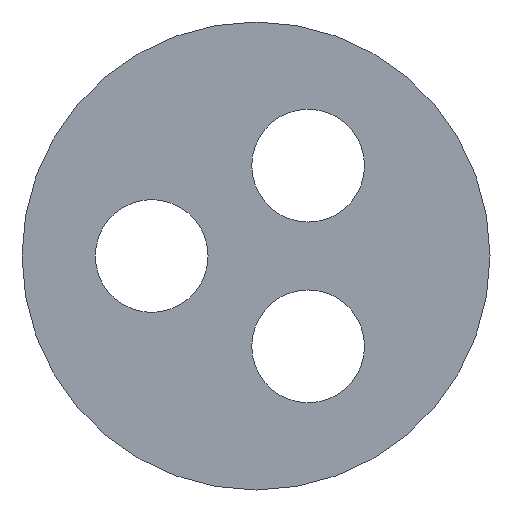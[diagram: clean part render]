
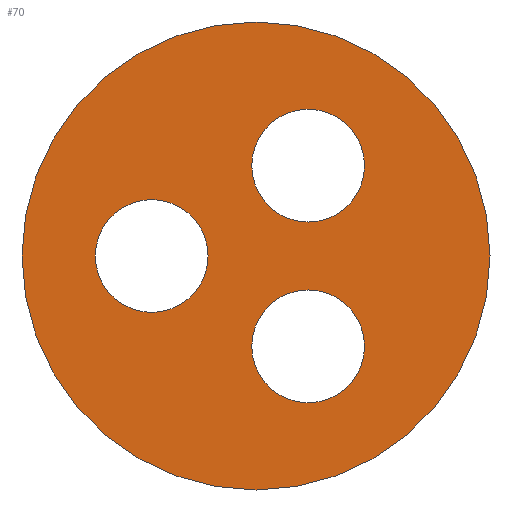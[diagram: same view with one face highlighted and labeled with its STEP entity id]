
A CAD part, left-side view. The second image highlights one B-rep face of the part: STEP entity #70.
In plain terms, the highlighted planar face has unit normal (-1, 0, 0).
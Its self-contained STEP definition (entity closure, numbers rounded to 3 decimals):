
#70 = ADVANCED_FACE( '', ( #163, #164, #165, #166 ), #167, .F. );
#163 = FACE_BOUND( '', #278, .T. );
#164 = FACE_BOUND( '', #279, .T. );
#165 = FACE_BOUND( '', #280, .T. );
#166 = FACE_OUTER_BOUND( '', #281, .T. );
#167 = PLANE( '', #282 );
#278 = EDGE_LOOP( '', ( #419 ) );
#279 = EDGE_LOOP( '', ( #420 ) );
#280 = EDGE_LOOP( '', ( #421 ) );
#281 = EDGE_LOOP( '', ( #422 ) );
#282 = AXIS2_PLACEMENT_3D( '', #423, #424, #425 );
#419 = ORIENTED_EDGE( '', *, *, #685, .T. );
#420 = ORIENTED_EDGE( '', *, *, #686, .T. );
#421 = ORIENTED_EDGE( '', *, *, #687, .T. );
#422 = ORIENTED_EDGE( '', *, *, #668, .F. );
#423 = CARTESIAN_POINT( '', ( 0., 0., 0. ) );
#424 = DIRECTION( '', ( 1., 0., 0. ) );
#425 = DIRECTION( '', ( 0., 0., -1. ) );
#668 = EDGE_CURVE( '', #796, #796, #797, .T. );
#685 = EDGE_CURVE( '', #826, #826, #827, .T. );
#686 = EDGE_CURVE( '', #828, #828, #829, .T. );
#687 = EDGE_CURVE( '', #830, #830, #831, .T. );
#796 = VERTEX_POINT( '', #972 );
#797 = CIRCLE( '', #973, 8.3 );
#826 = VERTEX_POINT( '', #1012 );
#827 = CIRCLE( '', #1013, 2. );
#828 = VERTEX_POINT( '', #1014 );
#829 = CIRCLE( '', #1015, 2. );
#830 = VERTEX_POINT( '', #1016 );
#831 = CIRCLE( '', #1017, 2. );
#972 = CARTESIAN_POINT( '', ( 0., 0., -8.3 ) );
#973 = AXIS2_PLACEMENT_3D( '', #1180, #1181, #1182 );
#1012 = CARTESIAN_POINT( '', ( 0., -1.85, 1.204 ) );
#1013 = AXIS2_PLACEMENT_3D( '', #1199, #1200, #1201 );
#1014 = CARTESIAN_POINT( '', ( 0., 3.7, -2. ) );
#1015 = AXIS2_PLACEMENT_3D( '', #1202, #1203, #1204 );
#1016 = CARTESIAN_POINT( '', ( 0., -1.85, -5.204 ) );
#1017 = AXIS2_PLACEMENT_3D( '', #1205, #1206, #1207 );
#1180 = CARTESIAN_POINT( '', ( 0., 0., 0. ) );
#1181 = DIRECTION( '', ( 1., 0., 0. ) );
#1182 = DIRECTION( '', ( 0., 0., -1. ) );
#1199 = CARTESIAN_POINT( '', ( 0., -1.85, 3.204 ) );
#1200 = DIRECTION( '', ( 1., 0., 0. ) );
#1201 = DIRECTION( '', ( 0., 0., -1. ) );
#1202 = CARTESIAN_POINT( '', ( 0., 3.7, 0. ) );
#1203 = DIRECTION( '', ( 1., 0., 0. ) );
#1204 = DIRECTION( '', ( 0., 0., -1. ) );
#1205 = CARTESIAN_POINT( '', ( 0., -1.85, -3.204 ) );
#1206 = DIRECTION( '', ( 1., 0., 0. ) );
#1207 = DIRECTION( '', ( 0., 0., -1. ) );
